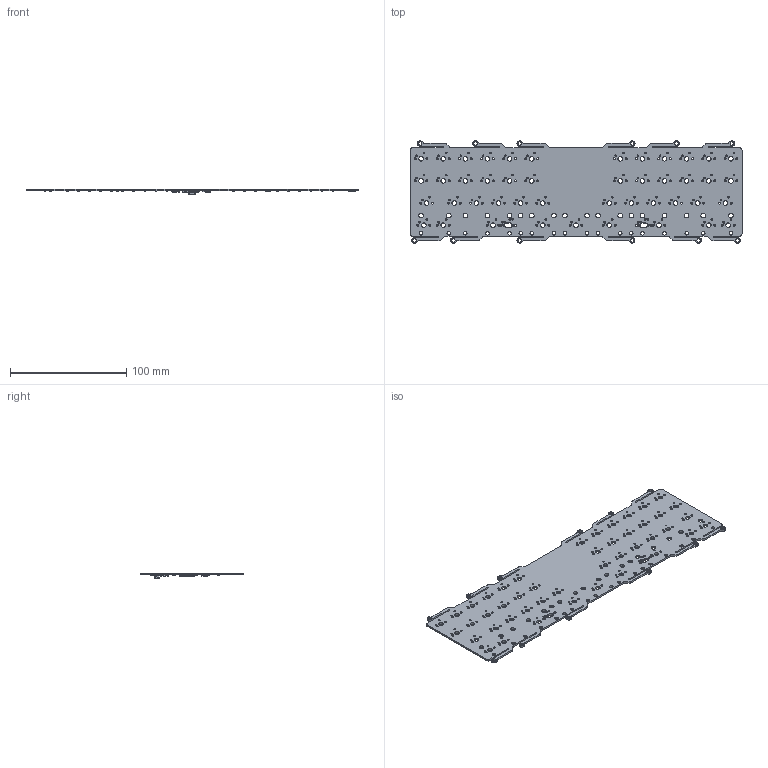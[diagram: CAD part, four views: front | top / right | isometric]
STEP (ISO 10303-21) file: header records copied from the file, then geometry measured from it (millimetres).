
FILE_DESCRIPTION(('KiCad electronic assembly'),'2;1');
FILE_NAME('Diabarical V3 11.11.25.step','2026-01-10T11:22:03',('Pcbnew') ,('Kicad'),'Open CASCADE STEP processor 7.9','KiCad to STEP converter' ,'Unknown');
FILE_SCHEMA(('AUTOMOTIVE_DESIGN { 1 0 10303 214 1 1 1 1 }'));
Length unit declared in the file: millimetre
Products named in the file (10): Diabarical V3 11.11.25 1; D_0805_2012Metric; Diabarical V3 11.11.25 1.10; C_0805_2012Metric; R_0805_2012Metric; LQFP-48_7x7mm_P0.5mm; SOT-23-6; SOT-23-3; SM04B-SRSS-TB; Diabarical V3 11.11.25_PCB
Assembly tree (59 placements, depth 2):
  Diabarical V3 11.11.25 1
    D_0805_2012Metric  x42
    Diabarical V3 11.11.25 1.10  x2
    C_0805_2012Metric  x9
    R_0805_2012Metric
    LQFP-48_7x7mm_P0.5mm
    SOT-23-6
    SOT-23-3
    SM04B-SRSS-TB
    Diabarical V3 11.11.25_PCB
Bounding box: 285.75 x 88.1 x 4.85 mm (x, y, z)
Volume: 32425.8 mm3; surface area: 48884.9 mm2
Topology: 59 solids, 59 shells, 4099 faces, 11048 edges, 7117 vertices
Faces by surface type: plane 2394, cylinder 1573, bspline 80, torus 48, cone 4
Full cylindrical faces by diameter (mm): 1.47 x98, 1.75 x90, 3.01 x12, 3.048 x18, 3.988 x63
Entity records: 71444 total; most frequent: CARTESIAN_POINT 11200, DIRECTION 10403, ORIENTED_EDGE 10364, EDGE_CURVE 5182, LINE 3471, VECTOR 3471, AXIS2_PLACEMENT_3D 3466, VERTEX_POINT 3287
